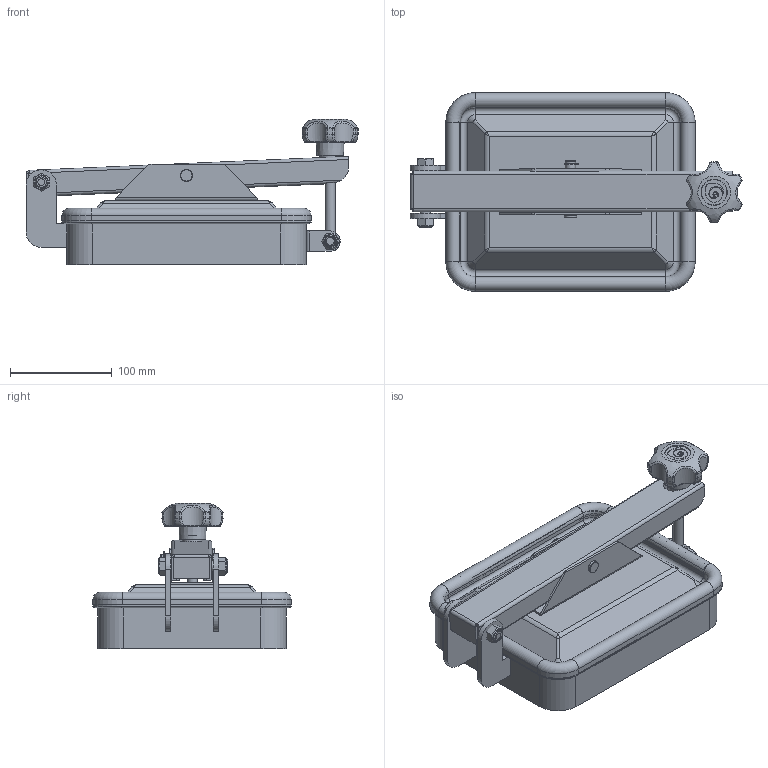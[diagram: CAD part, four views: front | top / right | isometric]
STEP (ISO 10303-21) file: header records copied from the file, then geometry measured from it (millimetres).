
FILE_DESCRIPTION( ( 'Unknown' ), '1' );
FILE_NAME( 'FA25E6100 MOD 295 rev 03.stp', 'Unknown', ( 'Unknown' ), ( 'Unknown' ), 'PSStep 16.0.42', 'Unknown', ' ' );
FILE_SCHEMA( ( 'AUTOMOTIVE_DESIGN { 1 0 10303 214 1 1 1 1 }' ) );
Length unit declared in the file: millimetre
Products named in the file (20): 7CA2500 rev 01; 8AS107 rev.01; 81007 rev 01; 94161 rev 0; 94161_1 rev 0; 7TA2500 rev 02; 81065; 8AP30_33 rev 01; 81062 rev 03; Assem1; 95420; 95012; 91001 rev 01; 93002 rev 01; 95206; 95021; 9602 rev.04; 97321; 71000 rev 01
Assembly tree (21 placements, depth 3):
  Assem1
    95420
    95012
    91001 rev 01
    93002 rev 01
    95206  x2
    95021
    9602 rev.04
    97321
    71000 rev 01
    7CA2500 rev 01
      8AS107 rev.01
      81007 rev 01
    7TA2500 rev 02
      81065  x2
      8AP30_33 rev 01
      81062 rev 03
    94161 rev 0
      94161 rev 0
      94161_1 rev 0
Bounding box: 325.84 x 195.1 x 142.5 mm (x, y, z)
Volume: 534069.3 mm3; surface area: 381897.6 mm2
Topology: 18 solids, 18 shells, 649 faces, 1522 edges, 915 vertices
Faces by surface type: cylinder 236, plane 233, torus 76, bspline 46, cone 40, sphere 18
Full cylindrical faces by diameter (mm): 8 x1, 8.376 x1, 8.5 x2, 10 x5, 10.25 x2, 10.5 x9, 12 x1, 12.09 x2, 15.5 x2, 17 x1, 19.8 x1, 20 x3, 24 x2, 25 x1, 25.7 x1
Entity records: 30663 total; most frequent: CARTESIAN_POINT 11382, DIRECTION 3095, ORIENTED_EDGE 2760, EDGE_CURVE 1380, AXIS2_PLACEMENT_3D 1238, VERTEX_POINT 857, EDGE_LOOP 721, FACE_OUTER_BOUND 657
